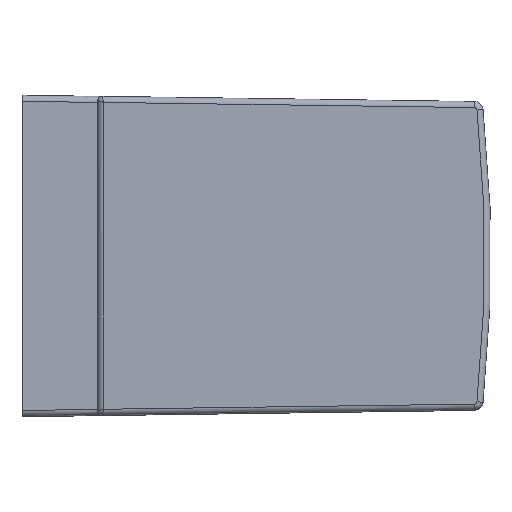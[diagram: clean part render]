
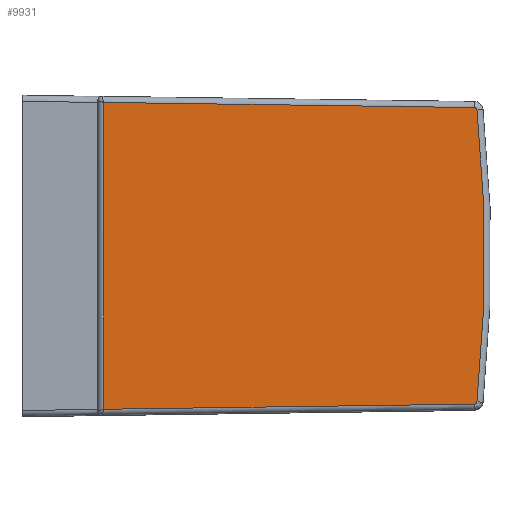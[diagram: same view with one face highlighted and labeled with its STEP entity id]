
A CAD part, top view. The second image highlights one B-rep face of the part: STEP entity #9931.
In plain terms, the highlighted planar face has unit normal (0, 0, 1).
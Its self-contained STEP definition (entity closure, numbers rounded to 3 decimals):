
#9371=CARTESIAN_POINT('',(406.19,18.314,45.0));
#9372=VERTEX_POINT('',#9371);
#9562=CARTESIAN_POINT('',(406.19,-335.071,45.0));
#9563=VERTEX_POINT('',#9562);
#9587=CARTESIAN_POINT('',(406.19,18.314,45.0));
#9588=DIRECTION('',(0.0,-1.0,0.0));
#9589=VECTOR('',#9588,353.385);
#9590=LINE('',#9587,#9589);
#9591=EDGE_CURVE('',#9372,#9563,#9590,.T.);
#9609=CARTESIAN_POINT('',(-20.776,-329.141,45.0));
#9610=VERTEX_POINT('',#9609);
#9611=CARTESIAN_POINT('',(406.19,-335.071,45.0));
#9612=DIRECTION('',(-1.,0.014,0.0));
#9613=VECTOR('',#9612,427.007);
#9614=LINE('',#9611,#9613);
#9615=EDGE_CURVE('',#9563,#9610,#9614,.T.);
#9658=CARTESIAN_POINT('',(-23.717,-326.461,45.0));
#9659=VERTEX_POINT('',#9658);
#9677=CARTESIAN_POINT('',(-20.734,-326.141,45.0));
#9678=DIRECTION('',(0.0,0.0,-1.));
#9679=DIRECTION('',(-0.673,-0.739,0.0));
#9680=AXIS2_PLACEMENT_3D('',#9677,#9678,#9679);
#9681=CIRCLE('',#9680,3.);
#9682=EDGE_CURVE('',#9610,#9659,#9681,.T.);
#9692=CARTESIAN_POINT('',(-23.717,9.704,45.0));
#9693=VERTEX_POINT('',#9692);
#9711=CARTESIAN_POINT('',(1543.072,-158.379,45.0));
#9712=DIRECTION('',(0.0,0.0,-1.0));
#9713=DIRECTION('',(-1.0,0.0,0.0));
#9714=AXIS2_PLACEMENT_3D('',#9711,#9712,#9713);
#9715=CIRCLE('',#9714,1575.779);
#9716=EDGE_CURVE('',#9659,#9693,#9715,.T.);
#9744=CARTESIAN_POINT('',(-20.776,12.384,45.0));
#9745=VERTEX_POINT('',#9744);
#9763=CARTESIAN_POINT('',(-20.734,9.384,45.0));
#9764=DIRECTION('',(0.0,0.0,-1.0));
#9765=DIRECTION('',(-0.673,0.739,0.0));
#9766=AXIS2_PLACEMENT_3D('',#9763,#9764,#9765);
#9767=CIRCLE('',#9766,3.);
#9768=EDGE_CURVE('',#9693,#9745,#9767,.T.);
#9786=CARTESIAN_POINT('',(-20.776,12.384,45.0));
#9787=DIRECTION('',(1.,0.014,0.0));
#9788=VECTOR('',#9787,427.007);
#9789=LINE('',#9786,#9788);
#9790=EDGE_CURVE('',#9745,#9372,#9789,.T.);
#9918=CARTESIAN_POINT('',(192.877,-158.379,45.0));
#9919=DIRECTION('',(0.0,0.0,1.0));
#9920=DIRECTION('',(1.0,0.0,0.0));
#9921=AXIS2_PLACEMENT_3D('',#9918,#9919,#9920);
#9922=PLANE('',#9921);
#9923=ORIENTED_EDGE('',*,*,#9591,.F.);
#9924=ORIENTED_EDGE('',*,*,#9790,.F.);
#9925=ORIENTED_EDGE('',*,*,#9768,.F.);
#9926=ORIENTED_EDGE('',*,*,#9716,.F.);
#9927=ORIENTED_EDGE('',*,*,#9682,.F.);
#9928=ORIENTED_EDGE('',*,*,#9615,.F.);
#9929=EDGE_LOOP('',(#9923,#9924,#9925,#9926,#9927,#9928));
#9930=FACE_OUTER_BOUND('',#9929,.T.);
#9931=ADVANCED_FACE('',(#9930),#9922,.T.);
